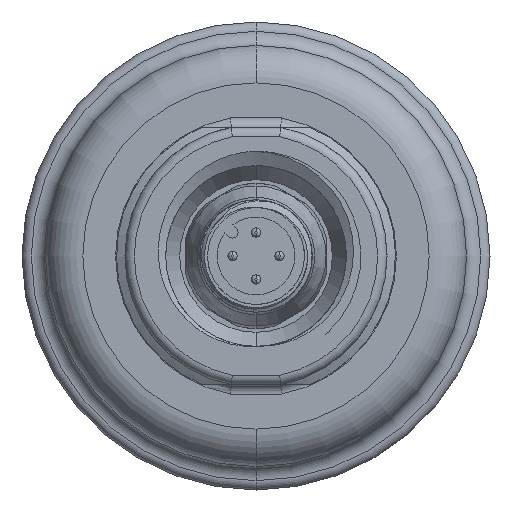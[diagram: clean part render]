
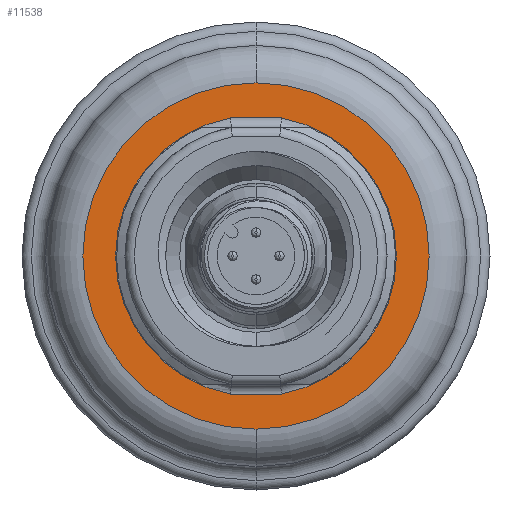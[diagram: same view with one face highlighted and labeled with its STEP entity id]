
A CAD part, front view. The second image highlights one B-rep face of the part: STEP entity #11538.
In plain terms, the highlighted planar face has unit normal (0, -1, 0).
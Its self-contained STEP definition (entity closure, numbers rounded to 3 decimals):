
#2133=CARTESIAN_POINT('',(0.,-3.,0.));
#2134=DIRECTION('',(0.,-1.,0.));
#2135=DIRECTION('',(0.,0.,-1.));
#2136=AXIS2_PLACEMENT_3D('',#2133,#2134,#2135);
#2138=CARTESIAN_POINT('',(0.,-3.,0.));
#2139=DIRECTION('',(0.,-1.,0.));
#2140=DIRECTION('',(0.,0.,1.));
#2141=AXIS2_PLACEMENT_3D('',#2138,#2139,#2140);
#2143=CARTESIAN_POINT('',(0.,-3.,0.));
#2144=DIRECTION('',(0.,-1.,0.));
#2145=DIRECTION('',(-0.182,0.,0.983));
#2146=AXIS2_PLACEMENT_3D('',#2143,#2144,#2145);
#2148=DIRECTION('',(1.,0.,0.));
#2149=VECTOR('',#2148,5.454);
#2150=CARTESIAN_POINT('',(-2.727,-3.,-14.75));
#2151=LINE('',#2150,#2149);
#2152=CARTESIAN_POINT('',(0.,-3.,0.));
#2153=DIRECTION('',(0.,-1.,0.));
#2154=DIRECTION('',(0.182,0.,-0.983));
#2155=AXIS2_PLACEMENT_3D('',#2152,#2153,#2154);
#2157=DIRECTION('',(-1.,0.,0.));
#2158=VECTOR('',#2157,5.454);
#2159=CARTESIAN_POINT('',(2.727,-3.,14.75));
#2160=LINE('',#2159,#2158);
#8950=CARTESIAN_POINT('',(-2.727,-3.,14.75));
#8951=CARTESIAN_POINT('',(-2.727,-3.,-14.75));
#8952=VERTEX_POINT('',#8950);
#8953=VERTEX_POINT('',#8951);
#8958=CARTESIAN_POINT('',(2.727,-3.,-14.75));
#8959=CARTESIAN_POINT('',(2.727,-3.,14.75));
#8960=VERTEX_POINT('',#8958);
#8961=VERTEX_POINT('',#8959);
#9210=CARTESIAN_POINT('',(0.,-3.,-18.5));
#9211=CARTESIAN_POINT('',(0.,-3.,18.5));
#9212=VERTEX_POINT('',#9210);
#9213=VERTEX_POINT('',#9211);
#11518=CARTESIAN_POINT('',(0.,-3.,0.));
#11519=DIRECTION('',(0.,-1.,0.));
#11520=DIRECTION('',(0.,0.,1.));
#11521=AXIS2_PLACEMENT_3D('',#11518,#11519,#11520);
#11522=PLANE('',#11521);
#11524=ORIENTED_EDGE('',*,*,#11523,.F.);
#11526=ORIENTED_EDGE('',*,*,#11525,.F.);
#11527=EDGE_LOOP('',(#11524,#11526));
#11528=FACE_OUTER_BOUND('',#11527,.F.);
#11529=ORIENTED_EDGE('',*,*,#11508,.T.);
#11531=ORIENTED_EDGE('',*,*,#11530,.T.);
#11533=ORIENTED_EDGE('',*,*,#11532,.T.);
#11535=ORIENTED_EDGE('',*,*,#11534,.T.);
#11536=EDGE_LOOP('',(#11529,#11531,#11533,#11535));
#11537=FACE_BOUND('',#11536,.F.);
#11538=ADVANCED_FACE('',(#11528,#11537),#11522,.T.);
#2137=CIRCLE('',#2136,18.5);
#2142=CIRCLE('',#2141,18.5);
#2147=CIRCLE('',#2146,15.);
#2156=CIRCLE('',#2155,15.);
#11508=EDGE_CURVE('',#8952,#8953,#2147,.T.);
#11523=EDGE_CURVE('',#9212,#9213,#2137,.T.);
#11525=EDGE_CURVE('',#9213,#9212,#2142,.T.);
#11530=EDGE_CURVE('',#8953,#8960,#2151,.T.);
#11532=EDGE_CURVE('',#8960,#8961,#2156,.T.);
#11534=EDGE_CURVE('',#8961,#8952,#2160,.T.);
